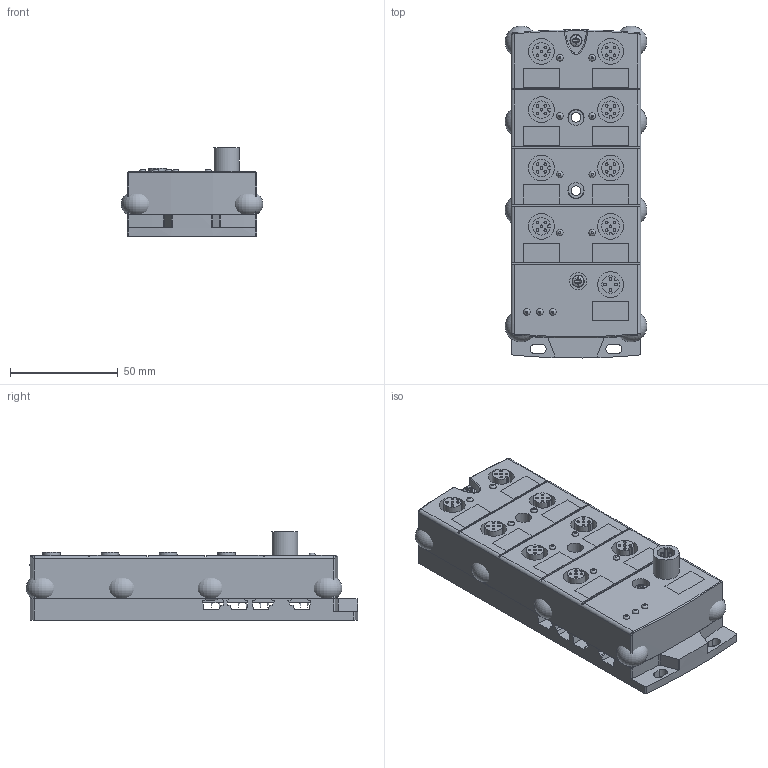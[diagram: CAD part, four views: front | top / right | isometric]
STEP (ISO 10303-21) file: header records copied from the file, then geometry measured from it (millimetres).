
FILE_DESCRIPTION(/* description */ ('Alibre Inc.'),/* implementation_level */ '2;1');
FILE_NAME(/* name */ 'export-E33CCE3F-73DB-4217-8DA0-A63B02CC4F59',/* time_stamp */ '2019-07-01T10:23:08+02:00',/* author */ (''),/* organization */ (''),/* preprocessor_version */ 'ST-DEVELOPER v17',/* originating_system */ 'Alibre',/* authorisation */ '');
FILE_SCHEMA (('AUTOMOTIVE_DESIGN'));
Length unit declared in the file: centimetre
Products named in the file (9): BENE INOX | 210216-3X30
Bounding box: 65.61 x 153.79 x 41 mm (x, y, z)
Volume: 243683.6 mm3; surface area: 84111.5 mm2
Topology: 41 solids, 43 shells, 1106 faces, 2851 edges, 1878 vertices
Faces by surface type: plane 524, cylinder 409, cone 92, torus 67, bspline 7, sphere 6, extrusion 1
Full cylindrical faces by diameter (mm): 1.2 x44, 2 x2, 3 x31, 3.5 x2, 4 x1, 4.5 x3, 5 x1, 5.5 x1, 6 x9, 7.5 x2, 8 x1, 12 x10
Entity records: 16666 total; most frequent: CARTESIAN_POINT 4210, ORIENTED_EDGE 2426, DIRECTION 2295, EDGE_CURVE 1213, AXIS2_PLACEMENT_3D 931, VERTEX_POINT 855, VECTOR 735, LINE 734
